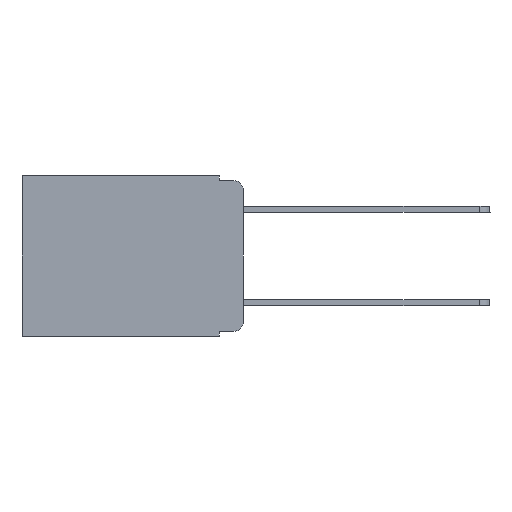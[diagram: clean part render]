
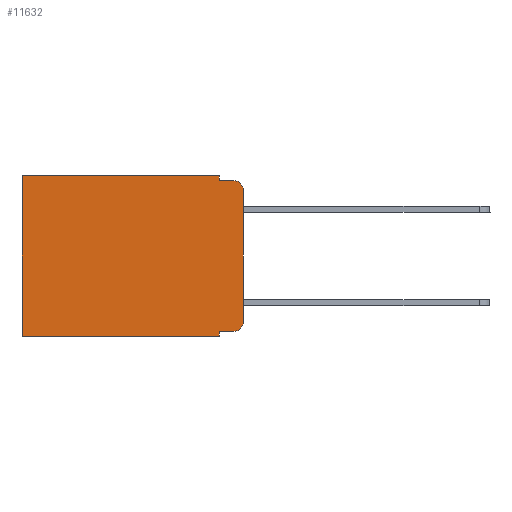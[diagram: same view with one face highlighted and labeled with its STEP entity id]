
A CAD part, left-side view. The second image highlights one B-rep face of the part: STEP entity #11632.
In plain terms, the highlighted planar face has unit normal (-1, 0, 0).
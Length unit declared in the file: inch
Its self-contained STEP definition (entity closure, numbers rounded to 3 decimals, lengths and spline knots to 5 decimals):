
#76 = LINE ( 'NONE', #16576, #13014 ) ;
#744 = ORIENTED_EDGE ( 'NONE', *, *, #7798, .T. ) ;
#943 = CIRCLE ( 'NONE', #1003, 0.02 ) ;
#1003 = AXIS2_PLACEMENT_3D ( 'NONE', #18438, #2404, #12646 ) ;
#1420 = LINE ( 'NONE', #3219, #17819 ) ;
#2404 = DIRECTION ( 'NONE',  ( -1., 0., 0. ) ) ;
#2528 = DIRECTION ( 'NONE',  ( 0., 0., -1. ) ) ;
#2557 = CARTESIAN_POINT ( 'NONE',  ( 0.298, 0., 0. ) ) ;
#2597 = CARTESIAN_POINT ( 'NONE',  ( 0.298, 0.051, 0. ) ) ;
#2609 = DIRECTION ( 'NONE',  ( 0., 0., -1. ) ) ;
#2983 = EDGE_CURVE ( 'NONE', #8997, #8046, #943, .T. ) ;
#3139 = EDGE_CURVE ( 'NONE', #4445, #9946, #16904, .T. ) ;
#3219 = CARTESIAN_POINT ( 'NONE',  ( 0.298, 0., -0.343 ) ) ;
#3555 = ORIENTED_EDGE ( 'NONE', *, *, #5852, .F. ) ;
#3585 = VECTOR ( 'NONE', #5624, 39.37008 ) ;
#3970 = ORIENTED_EDGE ( 'NONE', *, *, #9973, .F. ) ;
#4365 = CARTESIAN_POINT ( 'NONE',  ( 0.298, 0.051, -0.333 ) ) ;
#4445 = VERTEX_POINT ( 'NONE', #14931 ) ;
#4470 = DIRECTION ( 'NONE',  ( 0., 1., 0. ) ) ;
#4684 = DIRECTION ( 'NONE',  ( 0., 0., -1. ) ) ;
#5073 = LINE ( 'NONE', #12327, #6700 ) ;
#5151 = ORIENTED_EDGE ( 'NONE', *, *, #11183, .F. ) ;
#5344 = DIRECTION ( 'NONE',  ( 0., 0., -1. ) ) ;
#5446 = VERTEX_POINT ( 'NONE', #6760 ) ;
#5624 = DIRECTION ( 'NONE',  ( 0., -1., 0. ) ) ;
#5736 = CARTESIAN_POINT ( 'NONE',  ( 0.298, 0.473, 0. ) ) ;
#5852 = EDGE_CURVE ( 'NONE', #13361, #5446, #12158, .T. ) ;
#6133 = EDGE_CURVE ( 'NONE', #13361, #11541, #5073, .T. ) ;
#6195 = CARTESIAN_POINT ( 'NONE',  ( 0.298, 0., -0.03 ) ) ;
#6352 = EDGE_CURVE ( 'NONE', #11541, #15650, #19375, .T. ) ;
#6497 = EDGE_CURVE ( 'NONE', #16818, #18559, #12121, .T. ) ;
#6700 = VECTOR ( 'NONE', #18903, 39.37008 ) ;
#6724 = CARTESIAN_POINT ( 'NONE',  ( 0.298, 0., 0. ) ) ;
#6760 = CARTESIAN_POINT ( 'NONE',  ( 0.298, 0.051, -0.343 ) ) ;
#7491 = ORIENTED_EDGE ( 'NONE', *, *, #6497, .T. ) ;
#7777 = VECTOR ( 'NONE', #2528, 39.37008 ) ;
#7798 = EDGE_CURVE ( 'NONE', #4445, #16818, #76, .T. ) ;
#7987 = LINE ( 'NONE', #2557, #14306 ) ;
#8043 = FACE_OUTER_BOUND ( 'NONE', #9172, .T. ) ;
#8046 = VERTEX_POINT ( 'NONE', #9557 ) ;
#8413 = CARTESIAN_POINT ( 'NONE',  ( 0.298, 0.473, 0. ) ) ;
#8997 = VERTEX_POINT ( 'NONE', #6195 ) ;
#9172 = EDGE_LOOP ( 'NONE', ( #3970, #17527, #5151, #11902, #744, #7491, #12752, #3555, #13536, #13830 ) ) ;
#9557 = CARTESIAN_POINT ( 'NONE',  ( 0.298, 0.02, -0.01 ) ) ;
#9673 = CARTESIAN_POINT ( 'NONE',  ( 0.298, 0.02, -0.333 ) ) ;
#9946 = VERTEX_POINT ( 'NONE', #18729 ) ;
#9968 = VECTOR ( 'NONE', #4684, 39.37008 ) ;
#9973 = EDGE_CURVE ( 'NONE', #8997, #15650, #7987, .T. ) ;
#10194 = CARTESIAN_POINT ( 'NONE',  ( 0.298, 0.02, -0.313 ) ) ;
#11183 = EDGE_CURVE ( 'NONE', #9946, #8046, #14849, .T. ) ;
#11541 = VERTEX_POINT ( 'NONE', #9673 ) ;
#11613 = CARTESIAN_POINT ( 'NONE',  ( 0.298, 0.051, -0.01 ) ) ;
#11620 = AXIS2_PLACEMENT_3D ( 'NONE', #6724, #18708, #5344 ) ;
#11632 = ADVANCED_FACE ( 'NONE', ( #8043 ), #14349, .F. ) ;
#11678 = VECTOR ( 'NONE', #11983, 39.37008 ) ;
#11902 = ORIENTED_EDGE ( 'NONE', *, *, #3139, .F. ) ;
#11983 = DIRECTION ( 'NONE',  ( 0., 0., -1. ) ) ;
#12121 = LINE ( 'NONE', #5736, #9968 ) ;
#12158 = LINE ( 'NONE', #12228, #11678 ) ;
#12228 = CARTESIAN_POINT ( 'NONE',  ( 0.298, 0.051, 0. ) ) ;
#12327 = CARTESIAN_POINT ( 'NONE',  ( 0.298, 0.051, -0.333 ) ) ;
#12589 = EDGE_CURVE ( 'NONE', #5446, #18559, #1420, .T. ) ;
#12646 = DIRECTION ( 'NONE',  ( 0., 0., -1. ) ) ;
#12752 = ORIENTED_EDGE ( 'NONE', *, *, #12589, .F. ) ;
#12880 = DIRECTION ( 'NONE',  ( 0., 0., -1. ) ) ;
#13014 = VECTOR ( 'NONE', #4470, 39.37008 ) ;
#13361 = VERTEX_POINT ( 'NONE', #4365 ) ;
#13536 = ORIENTED_EDGE ( 'NONE', *, *, #6133, .T. ) ;
#13830 = ORIENTED_EDGE ( 'NONE', *, *, #6352, .T. ) ;
#14057 = CARTESIAN_POINT ( 'NONE',  ( 0.298, 0.473, -0.343 ) ) ;
#14306 = VECTOR ( 'NONE', #12880, 39.37008 ) ;
#14349 = PLANE ( 'NONE',  #11620 ) ;
#14598 = DIRECTION ( 'NONE',  ( -1., 0., 0. ) ) ;
#14849 = LINE ( 'NONE', #11613, #3585 ) ;
#14931 = CARTESIAN_POINT ( 'NONE',  ( 0.298, 0.051, 0. ) ) ;
#15320 = CARTESIAN_POINT ( 'NONE',  ( 0.298, 0., -0.313 ) ) ;
#15647 = AXIS2_PLACEMENT_3D ( 'NONE', #10194, #14598, #2609 ) ;
#15650 = VERTEX_POINT ( 'NONE', #15320 ) ;
#15656 = DIRECTION ( 'NONE',  ( 0., 1., 0. ) ) ;
#16576 = CARTESIAN_POINT ( 'NONE',  ( 0.298, 0., 0. ) ) ;
#16818 = VERTEX_POINT ( 'NONE', #8413 ) ;
#16904 = LINE ( 'NONE', #2597, #7777 ) ;
#17527 = ORIENTED_EDGE ( 'NONE', *, *, #2983, .T. ) ;
#17819 = VECTOR ( 'NONE', #15656, 39.37008 ) ;
#18438 = CARTESIAN_POINT ( 'NONE',  ( 0.298, 0.02, -0.03 ) ) ;
#18559 = VERTEX_POINT ( 'NONE', #14057 ) ;
#18708 = DIRECTION ( 'NONE',  ( 1., 0., 0. ) ) ;
#18729 = CARTESIAN_POINT ( 'NONE',  ( 0.298, 0.051, -0.01 ) ) ;
#18903 = DIRECTION ( 'NONE',  ( 0., -1., 0. ) ) ;
#19375 = CIRCLE ( 'NONE', #15647, 0.02 ) ;
